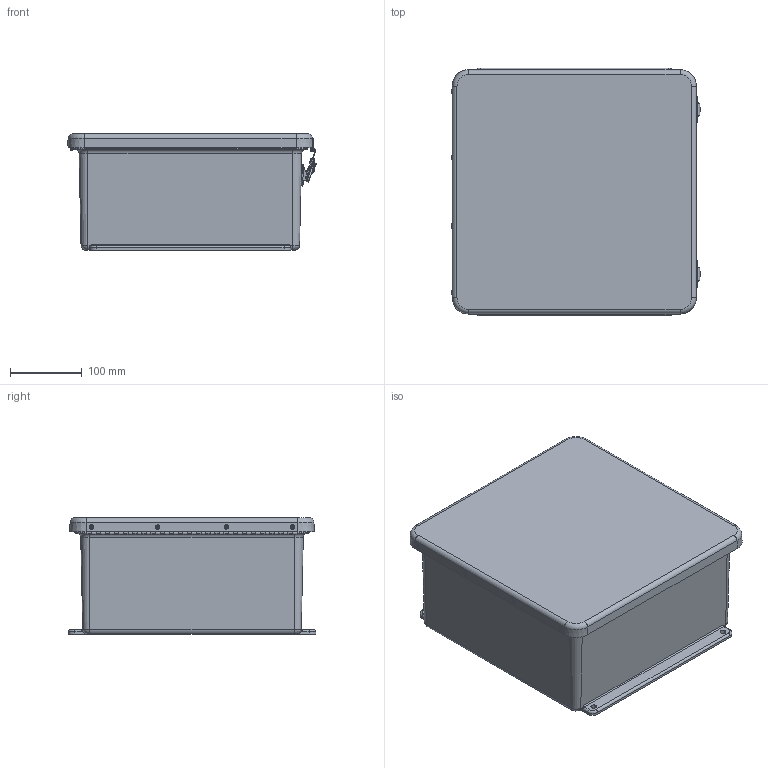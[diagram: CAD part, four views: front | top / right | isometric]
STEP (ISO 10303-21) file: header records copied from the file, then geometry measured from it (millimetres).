
FILE_DESCRIPTION(/* description */ (''),/* implementation_level */ '2;1');
FILE_NAME(/* name */ 'HW-J121206CHTL.stp',/* time_stamp */ '2014-04-17T09:23:17-05:00',/* author */ ('jtigges'),/* organization */ (''),/* preprocessor_version */ 'ST-DEVELOPER v15.2',/* originating_system */ 'Autodesk Inventor 2014',/* authorisation */ '');
FILE_SCHEMA (('AUTOMOTIVE_DESIGN { 1 0 10303 214 3 1 1 }'));
Length unit declared in the file: inch
Products named in the file (28): J1212B - (Master); RMINS45821P; RMINS45821P_1; RMINS45821P_2; RMINS45821P_3; J1212BHL; RMRIV43; RMHINGCOV11; RMHINGPIN11; RMHINGBOX11; RMHING11; J1212HLCVR; GASKET_1212; WP1212HLU; RMKEEPNLL150WT; JONEA; JONEB; JONEC; JONED; JONEE; JONEF; JONEG; JONEH; JONEI; JONE; RMLATJLL150; RMLATJLL150_1; J1212HLL_STP
Bounding box: 345.1 x 344.5 x 161.48 mm (x, y, z)
Volume: 1605075.2 mm3; surface area: 942564.7 mm2
Topology: 48 solids, 48 shells, 1256 faces, 3204 edges, 2079 vertices
Faces by surface type: plane 537, cylinder 480, bspline 102, torus 80, cone 39, sphere 18
Full cylindrical faces by diameter (mm): 2.159 x47, 2.4 x2, 2.64 x16, 2.7 x4, 3 x2, 3.25 x2, 3.302 x4, 3.327 x8, 3.5 x2, 3.556 x32, 3.861 x8, 3.962 x7, 4.2 x4, 4.609 x2, 4.618 x2, 4.7 x2, 4.9 x2, 5 x4, 5.3 x2, 5.537 x4, 6.858 x4, 13.3 x2, 13.5 x2
Entity records: 33630 total; most frequent: CARTESIAN_POINT 10951, DIRECTION 4781, ORIENTED_EDGE 4324, EDGE_CURVE 2162, AXIS2_PLACEMENT_3D 1828, VERTEX_POINT 1461, EDGE_LOOP 1239, LINE 1125
